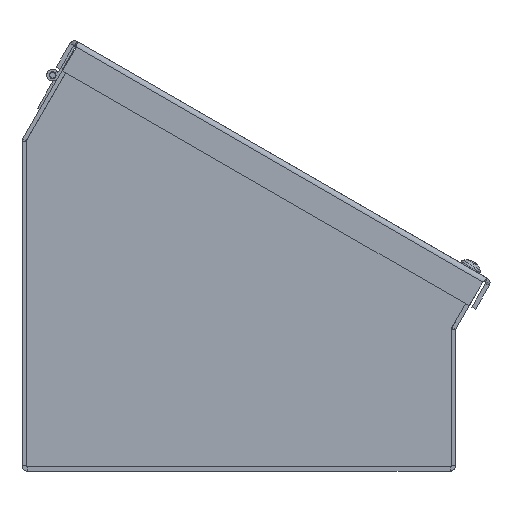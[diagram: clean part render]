
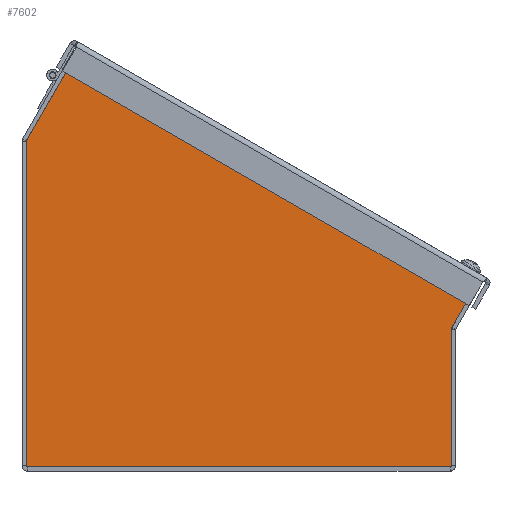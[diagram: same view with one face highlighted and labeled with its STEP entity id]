
A CAD part, front view. The second image highlights one B-rep face of the part: STEP entity #7602.
In plain terms, the highlighted face is planar.
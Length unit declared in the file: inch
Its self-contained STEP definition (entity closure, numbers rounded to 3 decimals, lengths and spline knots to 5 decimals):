
#296=PLANE($,#8079);
#681=LINE($,#11531,#1373);
#684=LINE($,#11537,#1376);
#687=LINE($,#11545,#1379);
#690=LINE($,#11549,#1382);
#702=LINE($,#11574,#1394);
#704=LINE($,#11578,#1396);
#706=LINE($,#11581,#1398);
#707=LINE($,#11584,#1399);
#708=LINE($,#11586,#1400);
#709=LINE($,#11588,#1401);
#710=LINE($,#11590,#1402);
#711=LINE($,#11592,#1403);
#712=LINE($,#11594,#1404);
#713=LINE($,#11595,#1405);
#1373=VECTOR($,#9166,6.65222);
#1376=VECTOR($,#9171,0.0002);
#1379=VECTOR($,#9176,0.0158);
#1382=VECTOR($,#9181,0.0002);
#1394=VECTOR($,#9197,0.0158);
#1396=VECTOR($,#9201,0.0002);
#1398=VECTOR($,#9205,0.0002);
#1399=VECTOR($,#9208,0.63792);
#1400=VECTOR($,#9209,1.65617);
#1401=VECTOR($,#9210,5.59463);
#1402=VECTOR($,#9211,7.2895);
#1403=VECTOR($,#9212,2.3635);
#1404=VECTOR($,#9213,0.80966);
#1405=VECTOR($,#9214,0.63792);
#2178=FACE_OUTER_BOUND($,#2572,.T.);
#2572=EDGE_LOOP($,(#5538,#5539,#5540,#5541,#5542,#5543,#5544,#5545,#5546,
#5547,#5548,#5549,#5550,#5551));
#3401=VERTEX_POINT($,#11516);
#3402=VERTEX_POINT($,#11520);
#3405=VERTEX_POINT($,#11535);
#3408=VERTEX_POINT($,#11542);
#3409=VERTEX_POINT($,#11544);
#3419=VERTEX_POINT($,#11571);
#3420=VERTEX_POINT($,#11573);
#3421=VERTEX_POINT($,#11577);
#3422=VERTEX_POINT($,#11583);
#3423=VERTEX_POINT($,#11585);
#3424=VERTEX_POINT($,#11587);
#3425=VERTEX_POINT($,#11589);
#3426=VERTEX_POINT($,#11591);
#3427=VERTEX_POINT($,#11593);
#4205=EDGE_CURVE($,#3401,#3402,#681,.T.);
#4208=EDGE_CURVE($,#3402,#3405,#684,.T.);
#4211=EDGE_CURVE($,#3409,#3408,#687,.T.);
#4214=EDGE_CURVE($,#3405,#3409,#690,.T.);
#4226=EDGE_CURVE($,#3420,#3419,#702,.T.);
#4228=EDGE_CURVE($,#3421,#3401,#704,.T.);
#4230=EDGE_CURVE($,#3419,#3421,#706,.T.);
#4231=EDGE_CURVE($,#3422,#3408,#707,.T.);
#4232=EDGE_CURVE($,#3423,#3422,#708,.T.);
#4233=EDGE_CURVE($,#3424,#3423,#709,.T.);
#4234=EDGE_CURVE($,#3425,#3424,#710,.T.);
#4235=EDGE_CURVE($,#3426,#3425,#711,.T.);
#4236=EDGE_CURVE($,#3427,#3426,#712,.T.);
#4237=EDGE_CURVE($,#3420,#3427,#713,.T.);
#5538=ORIENTED_EDGE($,*,*,#4211,.T.);
#5539=ORIENTED_EDGE($,*,*,#4231,.F.);
#5540=ORIENTED_EDGE($,*,*,#4232,.F.);
#5541=ORIENTED_EDGE($,*,*,#4233,.F.);
#5542=ORIENTED_EDGE($,*,*,#4234,.F.);
#5543=ORIENTED_EDGE($,*,*,#4235,.F.);
#5544=ORIENTED_EDGE($,*,*,#4236,.F.);
#5545=ORIENTED_EDGE($,*,*,#4237,.F.);
#5546=ORIENTED_EDGE($,*,*,#4226,.T.);
#5547=ORIENTED_EDGE($,*,*,#4230,.T.);
#5548=ORIENTED_EDGE($,*,*,#4228,.T.);
#5549=ORIENTED_EDGE($,*,*,#4205,.T.);
#5550=ORIENTED_EDGE($,*,*,#4208,.T.);
#5551=ORIENTED_EDGE($,*,*,#4214,.T.);
#7602=ADVANCED_FACE($,(#2178),#296,.T.);
#8079=AXIS2_PLACEMENT_3D($,#11582,#9206,#9207);
#9166=DIRECTION($,(-0.866,0.5,0.));
#9171=DIRECTION($,(-0.5,-0.866,0.));
#9176=DIRECTION($,(0.5,0.866,0.));
#9181=DIRECTION($,(-0.866,0.5,0.));
#9197=DIRECTION($,(-0.5,-0.866,0.));
#9201=DIRECTION($,(0.5,0.866,0.));
#9205=DIRECTION($,(-0.866,0.5,0.));
#9206=DIRECTION('center_axis',(0.,0.,1.));
#9207=DIRECTION('ref_axis',(1.,0.,0.));
#9208=DIRECTION($,(0.866,-0.5,0.));
#9209=DIRECTION($,(0.5,0.866,0.));
#9210=DIRECTION($,(0.,1.,0.));
#9211=DIRECTION($,(-1.,0.,0.));
#9212=DIRECTION($,(0.,-1.,0.));
#9213=DIRECTION($,(-0.5,-0.866,0.));
#9214=DIRECTION($,(0.866,-0.5,0.));
#11516=CARTESIAN_POINT('',(7.13391,3.37024,0.074));
#11520=CARTESIAN_POINT('',(1.37291,6.69635,0.074));
#11531=CARTESIAN_POINT($,(2.94082,5.79112,0.074));
#11535=CARTESIAN_POINT('',(1.37281,6.69618,0.074));
#11537=CARTESIAN_POINT($,(0.76295,5.63986,0.074));
#11542=CARTESIAN_POINT('',(1.38054,6.70996,0.074));
#11544=CARTESIAN_POINT('',(1.37264,6.69628,0.074));
#11545=CARTESIAN_POINT($,(0.76672,5.6468,0.074));
#11549=CARTESIAN_POINT($,(2.94063,5.79099,0.074));
#11571=CARTESIAN_POINT('',(7.13398,3.36996,0.074));
#11573=CARTESIAN_POINT('',(7.14188,3.38365,0.074));
#11574=CARTESIAN_POINT($,(6.52412,2.31365,0.074));
#11577=CARTESIAN_POINT('',(7.13381,3.37006,0.074));
#11578=CARTESIAN_POINT($,(6.52789,2.32059,0.074));
#11581=CARTESIAN_POINT($,(5.82121,4.12789,0.074));
#11582=CARTESIAN_POINT('Origin',(3.2889,2.77309,0.074));
#11583=CARTESIAN_POINT('',(0.82809,7.02892,0.074));
#11584=CARTESIAN_POINT($,(7.69433,3.06469,0.074));
#11585=CARTESIAN_POINT('',(0.,5.59463,0.074));
#11586=CARTESIAN_POINT($,(0.82809,7.02892,0.074));
#11587=CARTESIAN_POINT('',(0.,0.,0.074));
#11588=CARTESIAN_POINT($,(0.,5.59463,0.074));
#11589=CARTESIAN_POINT('',(7.2895,0.,0.074));
#11590=CARTESIAN_POINT($,(0.,0.,0.074));
#11591=CARTESIAN_POINT('',(7.2895,2.3635,0.074));
#11592=CARTESIAN_POINT($,(7.2895,0.,0.074));
#11593=CARTESIAN_POINT('',(7.69433,3.06469,0.074));
#11594=CARTESIAN_POINT($,(7.2895,2.3635,0.074));
#11595=CARTESIAN_POINT($,(7.69433,3.06469,0.074));
